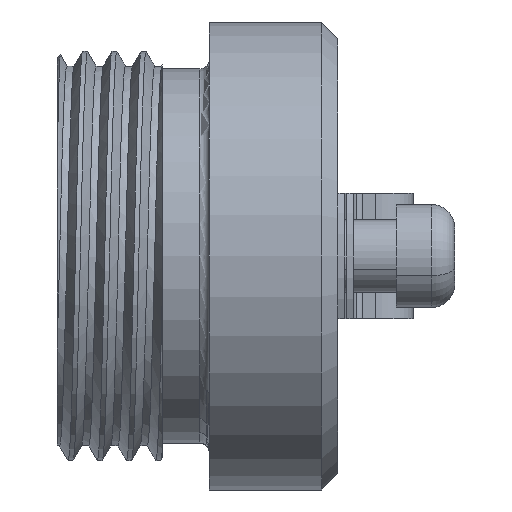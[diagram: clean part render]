
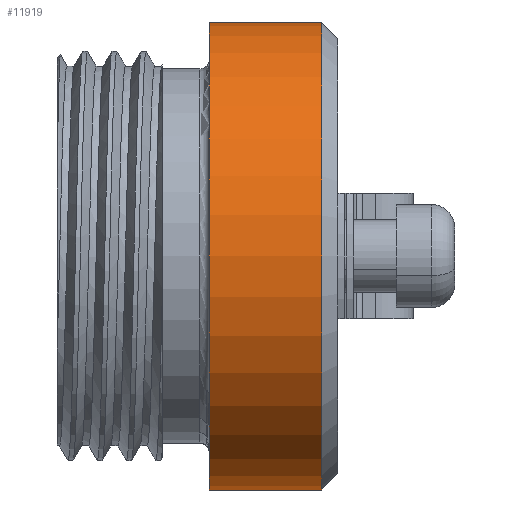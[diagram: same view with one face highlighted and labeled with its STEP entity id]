
A CAD part, front view. The second image highlights one B-rep face of the part: STEP entity #11919.
In plain terms, the highlighted cylindrical face has radius 12.7 mm (diameter 25.4 mm), a partial arc.
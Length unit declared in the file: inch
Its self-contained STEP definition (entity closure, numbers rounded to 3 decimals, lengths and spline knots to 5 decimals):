
#608 = CARTESIAN_POINT ( 'NONE',  ( -0.31102, 0., 0. ) ) ;
#609 = DIRECTION ( 'NONE',  ( -1., 0., 0. ) ) ;
#618 = DIRECTION ( 'NONE',  ( 0., 0., 1. ) ) ;
#1130 = CARTESIAN_POINT ( 'NONE',  ( 0., 0., -0.5 ) ) ;
#1174 = VERTEX_POINT ( 'NONE', #1130 ) ;
#1207 = CARTESIAN_POINT ( 'NONE',  ( 0.24, 0., 0.5 ) ) ;
#1389 = AXIS2_PLACEMENT_3D ( 'NONE', #13756, #13757, #13758 ) ;
#1402 = AXIS2_PLACEMENT_3D ( 'NONE', #9746, #9747, #9748 ) ;
#1970 = VERTEX_POINT ( 'NONE', #1207 ) ;
#2311 = LINE ( 'NONE', #7867, #2315 ) ;
#2315 = VECTOR ( 'NONE', #3705, 39.37008 ) ;
#2335 = LINE ( 'NONE', #3751, #2338 ) ;
#2338 = VECTOR ( 'NONE', #3752, 39.37008 ) ;
#2363 = CIRCLE ( 'NONE', #1389, 0.5 ) ;
#2378 = CIRCLE ( 'NONE', #1402, 0.5 ) ;
#2611 = FACE_OUTER_BOUND ( 'NONE', #13059, .T. ) ;
#2620 = CYLINDRICAL_SURFACE ( 'NONE', #6179, 0.5 ) ;
#3705 = DIRECTION ( 'NONE',  ( -1., 0., 0. ) ) ;
#3751 = CARTESIAN_POINT ( 'NONE',  ( -0.31102, 0., -0.5 ) ) ;
#3752 = DIRECTION ( 'NONE',  ( -1., 0., 0. ) ) ;
#4440 = CARTESIAN_POINT ( 'NONE',  ( 0.24, 0., -0.5 ) ) ;
#5849 = VERTEX_POINT ( 'NONE', #4440 ) ;
#6179 = AXIS2_PLACEMENT_3D ( 'NONE', #608, #609, #618 ) ;
#7867 = CARTESIAN_POINT ( 'NONE',  ( -0.31102, 0., 0.5 ) ) ;
#8636 = ORIENTED_EDGE ( 'NONE', *, *, #11537, .F. ) ;
#8657 = ORIENTED_EDGE ( 'NONE', *, *, #11510, .T. ) ;
#9746 = CARTESIAN_POINT ( 'NONE',  ( 0., 0., 0. ) ) ;
#9747 = DIRECTION ( 'NONE',  ( -1., 0., 0. ) ) ;
#9748 = DIRECTION ( 'NONE',  ( 0., 0., 1. ) ) ;
#10238 = CARTESIAN_POINT ( 'NONE',  ( 0., 0., 0.5 ) ) ;
#11473 = EDGE_CURVE ( 'NONE', #1970, #13557, #2311, .T. ) ;
#11489 = EDGE_CURVE ( 'NONE', #5849, #1174, #2335, .T. ) ;
#11510 = EDGE_CURVE ( 'NONE', #5849, #1970, #2363, .T. ) ;
#11537 = EDGE_CURVE ( 'NONE', #1174, #13557, #2378, .T. ) ;
#11919 = ADVANCED_FACE ( 'NONE', ( #2611 ), #2620, .T. ) ;
#13059 = EDGE_LOOP ( 'NONE', ( #13181, #8657, #13136, #8636 ) ) ;
#13136 = ORIENTED_EDGE ( 'NONE', *, *, #11473, .T. ) ;
#13181 = ORIENTED_EDGE ( 'NONE', *, *, #11489, .F. ) ;
#13557 = VERTEX_POINT ( 'NONE', #10238 ) ;
#13756 = CARTESIAN_POINT ( 'NONE',  ( 0.24, 0., 0. ) ) ;
#13757 = DIRECTION ( 'NONE',  ( -1., 0., 0. ) ) ;
#13758 = DIRECTION ( 'NONE',  ( 0., 0., 1. ) ) ;
